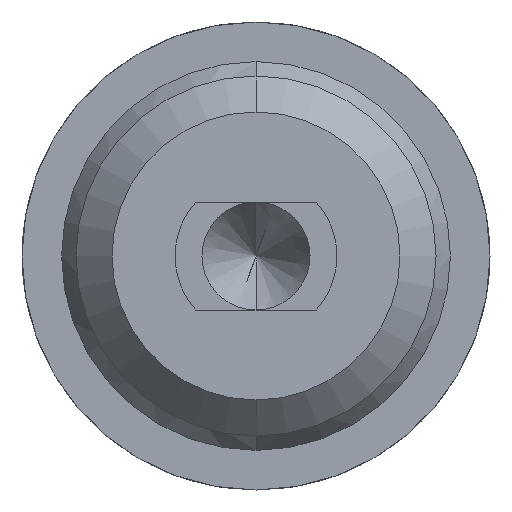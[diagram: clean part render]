
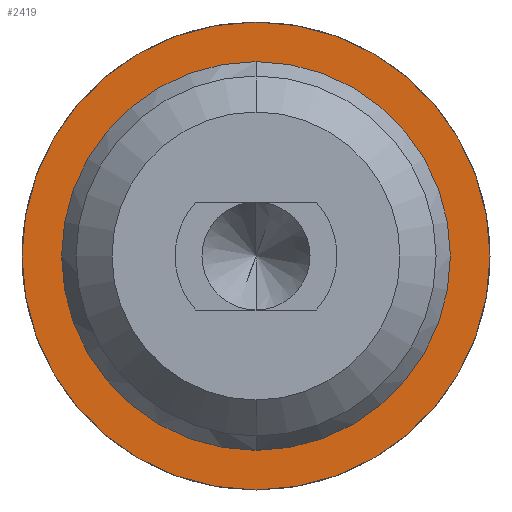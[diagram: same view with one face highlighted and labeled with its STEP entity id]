
A CAD part, front view. The second image highlights one B-rep face of the part: STEP entity #2419.
In plain terms, the highlighted planar face has unit normal (0, -1, 0).
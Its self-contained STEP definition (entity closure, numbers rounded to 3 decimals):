
#174 = EDGE_CURVE ( 'Defeature ausgef�hrt3_6+Defeature ausgef�hrt3_7+Defeature ausgef�hrt3_7+Defeature ausgef�hrt3_7', #305, #4583, #663, .T. ) ;
#227 = CARTESIAN_POINT ( 'NONE',  ( 0., 27.9, -1.08 ) ) ;
#254 = EDGE_LOOP ( 'NONE', ( #3158, #3041 ) ) ;
#305 = VERTEX_POINT ( 'NONE', #1189 ) ;
#663 = CIRCLE ( 'NONE', #704, 1.08 ) ;
#704 = AXIS2_PLACEMENT_3D ( 'NONE', #4068, #4403, #4836 ) ;
#751 = EDGE_LOOP ( 'NONE', ( #3428, #4726 ) ) ;
#881 = CARTESIAN_POINT ( 'NONE',  ( 0., 27.9, 0. ) ) ;
#885 = EDGE_CURVE ( 'Defeature ausgef�hrt3_6+Defeature ausgef�hrt3_7+Defeature ausgef�hrt3_7+Defeature ausgef�hrt3_7', #4583, #305, #4575, .T. ) ;
#903 = AXIS2_PLACEMENT_3D ( 'NONE', #4715, #2835, #4727 ) ;
#1124 = CIRCLE ( 'NONE', #2837, 1.3 ) ;
#1189 = CARTESIAN_POINT ( 'NONE',  ( 0., 27.9, 1.08 ) ) ;
#1440 = EDGE_CURVE ( 'Defeature ausgef�hrt3_7+Defeature ausgef�hrt3_8+Defeature ausgef�hrt3_8+Defeature ausgef�hrt3_8', #1997, #4099, #3624, .T. ) ;
#1550 = DIRECTION ( 'NONE',  ( 0., 0., -1. ) ) ;
#1620 = DIRECTION ( 'NONE',  ( 0., 0., -1. ) ) ;
#1778 = FACE_BOUND ( 'NONE', #751, .T. ) ;
#1997 = VERTEX_POINT ( 'NONE', #2441 ) ;
#2000 = DIRECTION ( 'NONE',  ( 0., -1., 0. ) ) ;
#2113 = EDGE_CURVE ( 'Defeature ausgef�hrt3_7+Defeature ausgef�hrt3_8+Defeature ausgef�hrt3_8+Defeature ausgef�hrt3_8', #4099, #1997, #1124, .T. ) ;
#2255 = AXIS2_PLACEMENT_3D ( 'NONE', #881, #2000, #1620 ) ;
#2419 = ADVANCED_FACE ( 'Defeature ausgef�hrt3_7', ( #2774, #1778 ), #4699, .T. ) ;
#2441 = CARTESIAN_POINT ( 'NONE',  ( 0., 27.9, 1.3 ) ) ;
#2495 = CARTESIAN_POINT ( 'NONE',  ( 0., 27.9, -1.3 ) ) ;
#2505 = CARTESIAN_POINT ( 'NONE',  ( 0., 27.9, 0. ) ) ;
#2774 = FACE_OUTER_BOUND ( 'NONE', #254, .T. ) ;
#2835 = DIRECTION ( 'NONE',  ( 0., -1., 0. ) ) ;
#2837 = AXIS2_PLACEMENT_3D ( 'NONE', #2505, #4775, #3986 ) ;
#3041 = ORIENTED_EDGE ( 'NONE', *, *, #1440, .T. ) ;
#3158 = ORIENTED_EDGE ( 'NONE', *, *, #2113, .T. ) ;
#3428 = ORIENTED_EDGE ( 'NONE', *, *, #885, .F. ) ;
#3624 = CIRCLE ( 'NONE', #3899, 1.3 ) ;
#3736 = CARTESIAN_POINT ( 'NONE',  ( 0., 27.9, 0. ) ) ;
#3899 = AXIS2_PLACEMENT_3D ( 'NONE', #3736, #4125, #1550 ) ;
#3986 = DIRECTION ( 'NONE',  ( 0., 0., -1. ) ) ;
#4068 = CARTESIAN_POINT ( 'NONE',  ( 0., 27.9, 0. ) ) ;
#4099 = VERTEX_POINT ( 'NONE', #2495 ) ;
#4125 = DIRECTION ( 'NONE',  ( 0., -1., 0. ) ) ;
#4403 = DIRECTION ( 'NONE',  ( 0., -1., 0. ) ) ;
#4575 = CIRCLE ( 'NONE', #2255, 1.08 ) ;
#4583 = VERTEX_POINT ( 'NONE', #227 ) ;
#4699 = PLANE ( 'NONE',  #903 ) ;
#4715 = CARTESIAN_POINT ( 'NONE',  ( 1.08, 27.9, 0. ) ) ;
#4726 = ORIENTED_EDGE ( 'NONE', *, *, #174, .F. ) ;
#4727 = DIRECTION ( 'NONE',  ( 0., 0., -1. ) ) ;
#4775 = DIRECTION ( 'NONE',  ( 0., -1., 0. ) ) ;
#4836 = DIRECTION ( 'NONE',  ( 0., 0., -1. ) ) ;
